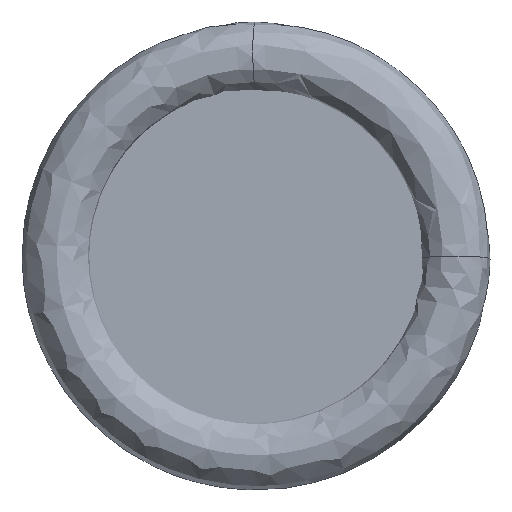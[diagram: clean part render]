
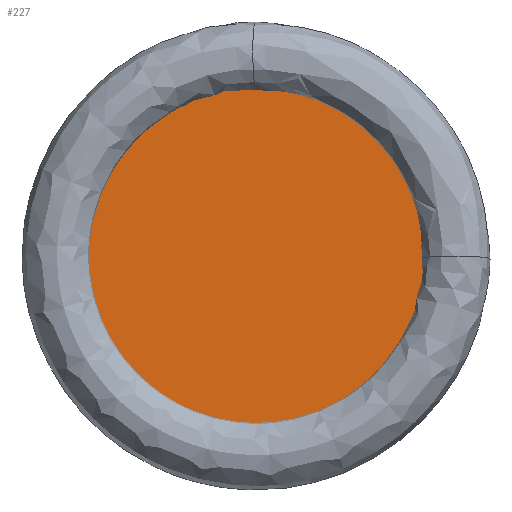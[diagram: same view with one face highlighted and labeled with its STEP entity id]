
A CAD part, left-side view. The second image highlights one B-rep face of the part: STEP entity #227.
In plain terms, the highlighted planar face has unit normal (-1, 0, 0).
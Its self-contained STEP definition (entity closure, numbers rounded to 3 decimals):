
#205=PLANE('',#448);
#208=FACE_OUTER_BOUND('',#298,.T.);
#227=ADVANCED_FACE('',(#208),#205,.F.);
#298=EDGE_LOOP('',(#340));
#340=ORIENTED_EDGE('',*,*,#397,.T.);
#376=VERTEX_POINT('',#575);
#397=EDGE_CURVE('',#376,#376,#418,.T.);
#418=CIRCLE('',#447,29.085);
#447=AXIS2_PLACEMENT_3D('',#574,#501,#502);
#448=AXIS2_PLACEMENT_3D('',#576,#503,#504);
#501=DIRECTION('',(-1.,0.,0.));
#502=DIRECTION('',(0.,0.,1.));
#503=DIRECTION('',(1.,0.,0.));
#504=DIRECTION('',(0.,0.,-1.));
#574=CARTESIAN_POINT('',(4.,0.,0.));
#575=CARTESIAN_POINT('',(4.,0.,29.085));
#576=CARTESIAN_POINT('',(4.,29.085,0.));
